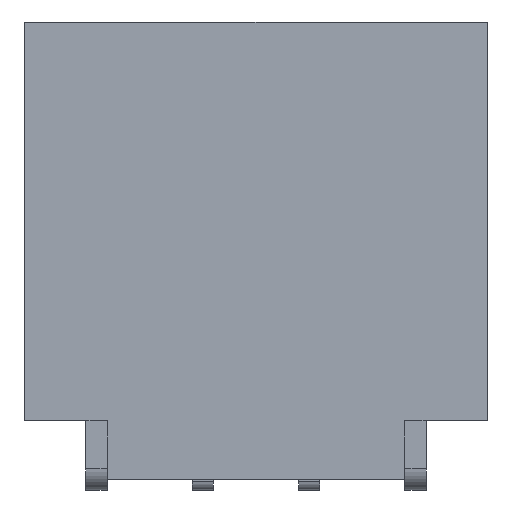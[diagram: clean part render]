
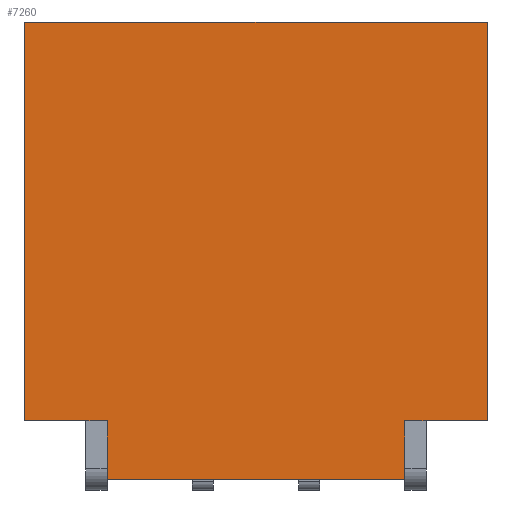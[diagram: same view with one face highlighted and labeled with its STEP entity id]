
A CAD part, front view. The second image highlights one B-rep face of the part: STEP entity #7260.
In plain terms, the highlighted planar face has unit normal (0, -1, 0).
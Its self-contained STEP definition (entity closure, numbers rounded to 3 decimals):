
#440=FACE_OUTER_BOUND('',#832,.T.);
#832=EDGE_LOOP('',(#4954,#4955,#4956,#4957,#4958,#4959,#4960,#4961));
#1398=LINE('',#10407,#2205);
#1419=LINE('',#10446,#2226);
#1421=LINE('',#10450,#2228);
#1422=LINE('',#10451,#2229);
#1423=LINE('',#10453,#2230);
#1424=LINE('',#10455,#2231);
#1425=LINE('',#10457,#2232);
#1426=LINE('',#10458,#2233);
#2205=VECTOR('',#8434,1.);
#2226=VECTOR('',#8465,1.);
#2228=VECTOR('',#8469,1.);
#2229=VECTOR('',#8470,1.);
#2230=VECTOR('',#8471,1.);
#2231=VECTOR('',#8472,1.);
#2232=VECTOR('',#8473,1.);
#2233=VECTOR('',#8474,1.);
#3061=VERTEX_POINT('',#10403);
#3063=VERTEX_POINT('',#10406);
#3075=VERTEX_POINT('',#10443);
#3076=VERTEX_POINT('',#10445);
#3077=VERTEX_POINT('',#10449);
#3078=VERTEX_POINT('',#10452);
#3079=VERTEX_POINT('',#10454);
#3080=VERTEX_POINT('',#10456);
#3784=EDGE_CURVE('',#3063,#3061,#1398,.T.);
#3805=EDGE_CURVE('',#3076,#3075,#1419,.T.);
#3807=EDGE_CURVE('',#3077,#3061,#1421,.T.);
#3808=EDGE_CURVE('',#3077,#3076,#1422,.T.);
#3809=EDGE_CURVE('',#3078,#3075,#1423,.T.);
#3810=EDGE_CURVE('',#3079,#3078,#1424,.T.);
#3811=EDGE_CURVE('',#3080,#3079,#1425,.T.);
#3812=EDGE_CURVE('',#3063,#3080,#1426,.T.);
#4954=ORIENTED_EDGE('',*,*,#3807,.F.);
#4955=ORIENTED_EDGE('',*,*,#3808,.T.);
#4956=ORIENTED_EDGE('',*,*,#3805,.T.);
#4957=ORIENTED_EDGE('',*,*,#3809,.F.);
#4958=ORIENTED_EDGE('',*,*,#3810,.F.);
#4959=ORIENTED_EDGE('',*,*,#3811,.F.);
#4960=ORIENTED_EDGE('',*,*,#3812,.F.);
#4961=ORIENTED_EDGE('',*,*,#3784,.T.);
#6605=PLANE('',#7701);
#7260=ADVANCED_FACE('',(#440),#6605,.T.);
#7701=AXIS2_PLACEMENT_3D('',#10448,#8467,#8468);
#8434=DIRECTION('',(1.,0.,0.));
#8465=DIRECTION('',(0.,0.,1.));
#8467=DIRECTION('center_axis',(0.,-1.,0.));
#8468=DIRECTION('ref_axis',(0.,0.,-1.));
#8469=DIRECTION('',(0.,0.,-1.));
#8470=DIRECTION('',(1.,0.,0.));
#8471=DIRECTION('',(1.,0.,0.));
#8472=DIRECTION('',(0.,0.,1.));
#8473=DIRECTION('',(-1.,0.,0.));
#8474=DIRECTION('',(0.,0.,1.));
#10403=CARTESIAN_POINT('',(1.4,-2.112,0.1));
#10406=CARTESIAN_POINT('',(-1.4,-2.112,0.1));
#10407=CARTESIAN_POINT('',(-2.175,-2.112,0.1));
#10443=CARTESIAN_POINT('',(2.175,-2.112,4.4));
#10445=CARTESIAN_POINT('',(2.175,-2.112,0.65));
#10446=CARTESIAN_POINT('',(2.175,-2.112,0.1));
#10448=CARTESIAN_POINT('Origin',(-2.175,-2.112,0.1));
#10449=CARTESIAN_POINT('',(1.4,-2.112,0.65));
#10450=CARTESIAN_POINT('',(1.4,-2.112,-0.261));
#10451=CARTESIAN_POINT('',(-4.626,-2.112,0.65));
#10452=CARTESIAN_POINT('',(-2.175,-2.112,4.4));
#10453=CARTESIAN_POINT('',(-2.175,-2.112,4.4));
#10454=CARTESIAN_POINT('',(-2.175,-2.112,0.65));
#10455=CARTESIAN_POINT('',(-2.175,-2.112,0.1));
#10456=CARTESIAN_POINT('',(-1.4,-2.112,0.65));
#10457=CARTESIAN_POINT('',(4.626,-2.112,0.65));
#10458=CARTESIAN_POINT('',(-1.4,-2.112,0.65));
